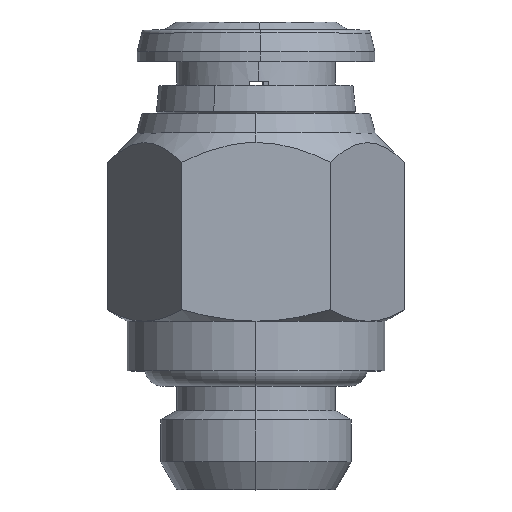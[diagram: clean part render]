
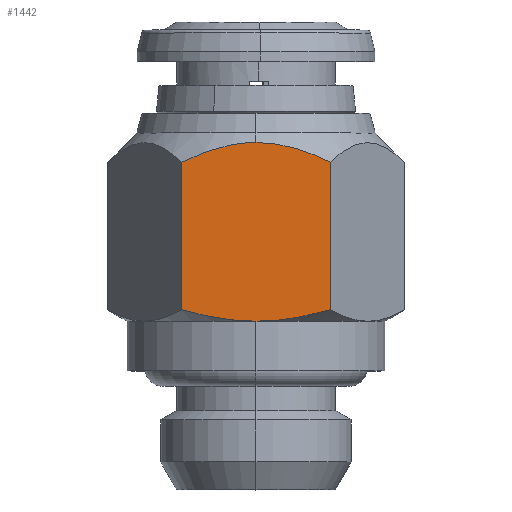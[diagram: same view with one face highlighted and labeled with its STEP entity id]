
A CAD part, top view. The second image highlights one B-rep face of the part: STEP entity #1442.
In plain terms, the highlighted planar face has unit normal (0, 0, 1).
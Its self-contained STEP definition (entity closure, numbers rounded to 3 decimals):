
#465 = AXIS2_PLACEMENT_3D ( 'NONE', #3208, #3209, #3210 ) ;
#555 = EDGE_CURVE ( 'NONE', #1627, #1639, #827, .T. ) ;
#556 = EDGE_CURVE ( 'NONE', #1622, #1643, #3511, .T. ) ;
#557 = EDGE_CURVE ( 'NONE', #1619, #1622, #833, .T. ) ;
#697 = EDGE_CURVE ( 'NONE', #1643, #1639, #3484, .T. ) ;
#725 = EDGE_CURVE ( 'NONE', #1627, #1644, #3501, .T. ) ;
#727 = EDGE_CURVE ( 'NONE', #1644, #1619, #3500, .T. ) ;
#827 = LINE ( 'NONE', #2661, #836 ) ;
#833 = LINE ( 'NONE', #2459, #837 ) ;
#836 = VECTOR ( 'NONE', #2473, 1000. ) ;
#837 = VECTOR ( 'NONE', #2407, 1000. ) ;
#1152 = CARTESIAN_POINT ( 'NONE',  ( 3.166, 16.793, 6.5 ) ) ;
#1153 = CARTESIAN_POINT ( 'NONE',  ( 3.462, 16.658, 6.5 ) ) ;
#1154 = CARTESIAN_POINT ( 'NONE',  ( 3.753, 16.512, 6.5 ) ) ;
#1259 = CARTESIAN_POINT ( 'NONE',  ( 3.146, 8.905, 6.5 ) ) ;
#1272 = CARTESIAN_POINT ( 'NONE',  ( 3.753, 9.081, 6.5 ) ) ;
#1273 = CARTESIAN_POINT ( 'NONE',  ( 2.531, 8.76, 6.5 ) ) ;
#1274 = CARTESIAN_POINT ( 'NONE',  ( 1.278, 8.556, 6.5 ) ) ;
#1275 = CARTESIAN_POINT ( 'NONE',  ( 0.635, 8.5, 6.5 ) ) ;
#1276 = CARTESIAN_POINT ( 'NONE',  ( 0., 8.5, 6.5 ) ) ;
#1277 = CARTESIAN_POINT ( 'NONE',  ( 0., 8.5, 6.5 ) ) ;
#1278 = CARTESIAN_POINT ( 'NONE',  ( -0.635, 8.5, 6.5 ) ) ;
#1283 = CARTESIAN_POINT ( 'NONE',  ( -1.265, 8.555, 6.5 ) ) ;
#1284 = CARTESIAN_POINT ( 'NONE',  ( -2.517, 8.757, 6.5 ) ) ;
#1285 = CARTESIAN_POINT ( 'NONE',  ( -3.142, 8.904, 6.5 ) ) ;
#1286 = CARTESIAN_POINT ( 'NONE',  ( -3.753, 9.081, 6.5 ) ) ;
#1442 = ADVANCED_FACE ( 'NONE', ( #3009 ), #3189, .T. ) ;
#1619 = VERTEX_POINT ( 'NONE', #2255 ) ;
#1622 = VERTEX_POINT ( 'NONE', #2258 ) ;
#1627 = VERTEX_POINT ( 'NONE', #2263 ) ;
#1639 = VERTEX_POINT ( 'NONE', #2275 ) ;
#1643 = VERTEX_POINT ( 'NONE', #2279 ) ;
#1644 = VERTEX_POINT ( 'NONE', #2280 ) ;
#1762 = EDGE_LOOP ( 'NONE', ( #3521, #3101, #3100, #3099, #3098, #3097 ) ) ;
#2255 = CARTESIAN_POINT ( 'NONE',  ( -3.753, 9.081, 6.5 ) ) ;
#2258 = CARTESIAN_POINT ( 'NONE',  ( -3.753, 16.512, 6.5 ) ) ;
#2263 = CARTESIAN_POINT ( 'NONE',  ( 3.753, 9.081, 6.5 ) ) ;
#2275 = CARTESIAN_POINT ( 'NONE',  ( 3.753, 16.512, 6.5 ) ) ;
#2279 = CARTESIAN_POINT ( 'NONE',  ( 0., 17.518, 6.5 ) ) ;
#2280 = CARTESIAN_POINT ( 'NONE',  ( 0., 8.5, 6.5 ) ) ;
#2407 = DIRECTION ( 'NONE',  ( 0., 1., 0. ) ) ;
#2409 = CARTESIAN_POINT ( 'NONE',  ( 0., 17.518, 6.5 ) ) ;
#2421 = CARTESIAN_POINT ( 'NONE',  ( -0.329, 17.518, 6.5 ) ) ;
#2425 = CARTESIAN_POINT ( 'NONE',  ( -0.659, 17.492, 6.5 ) ) ;
#2433 = CARTESIAN_POINT ( 'NONE',  ( -1.304, 17.396, 6.5 ) ) ;
#2438 = CARTESIAN_POINT ( 'NONE',  ( -1.62, 17.326, 6.5 ) ) ;
#2453 = CARTESIAN_POINT ( 'NONE',  ( -3.753, 16.512, 6.5 ) ) ;
#2459 = CARTESIAN_POINT ( 'NONE',  ( -3.753, -1., 6.5 ) ) ;
#2471 = CARTESIAN_POINT ( 'NONE',  ( -3.171, 16.803, 6.5 ) ) ;
#2473 = DIRECTION ( 'NONE',  ( 0., 1., 0. ) ) ;
#2498 = CARTESIAN_POINT ( 'NONE',  ( -2.558, 17.058, 6.5 ) ) ;
#2591 = CARTESIAN_POINT ( 'NONE',  ( 1.301, 17.417, 6.5 ) ) ;
#2661 = CARTESIAN_POINT ( 'NONE',  ( 3.753, -1., 6.5 ) ) ;
#3009 = FACE_OUTER_BOUND ( 'NONE', #1762, .T. ) ;
#3024 = CARTESIAN_POINT ( 'NONE',  ( 2.246, 17.148, 6.5 ) ) ;
#3097 = ORIENTED_EDGE ( 'NONE', *, *, #725, .F. ) ;
#3098 = ORIENTED_EDGE ( 'NONE', *, *, #727, .F. ) ;
#3099 = ORIENTED_EDGE ( 'NONE', *, *, #557, .F. ) ;
#3100 = ORIENTED_EDGE ( 'NONE', *, *, #556, .F. ) ;
#3101 = ORIENTED_EDGE ( 'NONE', *, *, #697, .F. ) ;
#3112 = CARTESIAN_POINT ( 'NONE',  ( 0., 17.518, 6.5 ) ) ;
#3113 = CARTESIAN_POINT ( 'NONE',  ( 0.659, 17.518, 6.5 ) ) ;
#3189 = PLANE ( 'NONE',  #465 ) ;
#3208 = CARTESIAN_POINT ( 'NONE',  ( -3.753, -1., 6.5 ) ) ;
#3209 = DIRECTION ( 'NONE',  ( 0., 0., 1. ) ) ;
#3210 = DIRECTION ( 'NONE',  ( 1., 0., 0. ) ) ;
#3484 = B_SPLINE_CURVE_WITH_KNOTS ( 'NONE', 3,
 ( #3112, #3113, #2591, #3024, #3506, #1152, #1153, #1154 ),
 .UNSPECIFIED., .F., .F.,
 ( 4, 2, 2, 4 ),
 ( 0.011, 0.013, 0.014, 0.015 ),
 .UNSPECIFIED. ) ;
#3500 = B_SPLINE_CURVE_WITH_KNOTS ( 'NONE', 3,
 ( #1277, #1278, #1283, #1284, #1285, #1286 ),
 .UNSPECIFIED., .F., .F.,
 ( 4, 2, 4 ),
 ( 0.021, 0.023, 0.024 ),
 .UNSPECIFIED. ) ;
#3501 = B_SPLINE_CURVE_WITH_KNOTS ( 'NONE', 3,
 ( #1272, #1259, #1273, #1274, #1275, #1276 ),
 .UNSPECIFIED., .F., .F.,
 ( 4, 2, 4 ),
 ( 0.017, 0.019, 0.021 ),
 .UNSPECIFIED. ) ;
#3506 = CARTESIAN_POINT ( 'NONE',  ( 2.559, 17.038, 6.5 ) ) ;
#3511 = B_SPLINE_CURVE_WITH_KNOTS ( 'NONE', 3,
 ( #2453, #2471, #2498, #2438, #2433, #2425, #2421, #2409 ),
 .UNSPECIFIED., .F., .F.,
 ( 4, 2, 2, 4 ),
 ( 0.007, 0.009, 0.01, 0.011 ),
 .UNSPECIFIED. ) ;
#3521 = ORIENTED_EDGE ( 'NONE', *, *, #555, .T. ) ;
